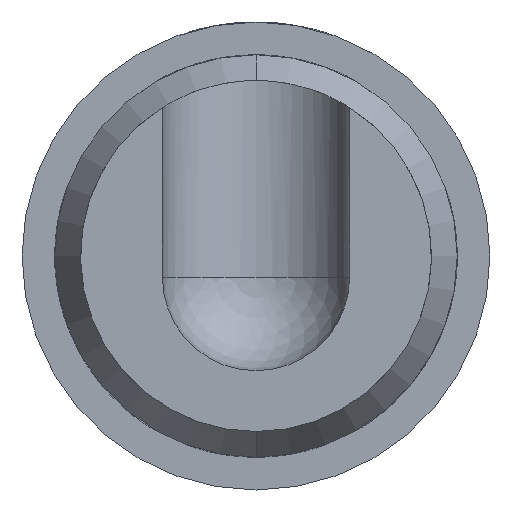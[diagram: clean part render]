
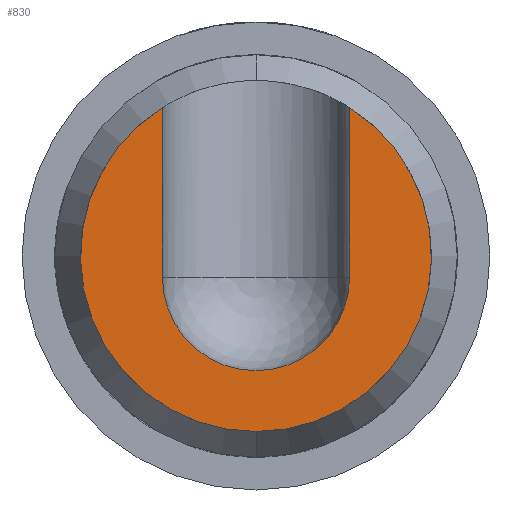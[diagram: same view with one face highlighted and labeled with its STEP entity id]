
A CAD part, front view. The second image highlights one B-rep face of the part: STEP entity #830.
In plain terms, the highlighted planar face has unit normal (0, -1, 0).
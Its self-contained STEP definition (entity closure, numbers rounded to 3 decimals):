
#129 = DIRECTION ( 'NONE',  ( 0., 1., 0. ) ) ;
#440 = DIRECTION ( 'NONE',  ( 0., 0., 1. ) ) ;
#585 = CIRCLE ( 'NONE', #814, 0.375 ) ;
#675 = VERTEX_POINT ( 'NONE', #1443 ) ;
#681 = AXIS2_PLACEMENT_3D ( 'NONE', #1215, #1165, #1594 ) ;
#689 = EDGE_CURVE ( 'Defeature ausgef�hrt3_0+Defeature ausgef�hrt3_6+Defeature ausgef�hrt3_8+Defeature ausgef�hrt3_9', #3993, #2651, #585, .T. ) ;
#814 = AXIS2_PLACEMENT_3D ( 'NONE', #1065, #4336, #2140 ) ;
#830 = ADVANCED_FACE ( 'Defeature ausgef�hrt3_6', ( #4007 ), #1824, .F. ) ;
#854 = CARTESIAN_POINT ( 'NONE',  ( 0., -16.3, -0.375 ) ) ;
#884 = DIRECTION ( 'NONE',  ( 0., -1., 0. ) ) ;
#909 = CARTESIAN_POINT ( 'NONE',  ( 0., -16.3, 0. ) ) ;
#1057 = CARTESIAN_POINT ( 'NONE',  ( 0.375, -16.3, 0. ) ) ;
#1065 = CARTESIAN_POINT ( 'NONE',  ( 0., -16.3, 0. ) ) ;
#1165 = DIRECTION ( 'NONE',  ( 0., -1., 0. ) ) ;
#1193 = VERTEX_POINT ( 'NONE', #3746 ) ;
#1205 = ORIENTED_EDGE ( 'NONE', *, *, #3091, .F. ) ;
#1215 = CARTESIAN_POINT ( 'NONE',  ( 0., -16.3, -0.045 ) ) ;
#1222 = ORIENTED_EDGE ( 'NONE', *, *, #689, .F. ) ;
#1332 = ORIENTED_EDGE ( 'NONE', *, *, #4361, .T. ) ;
#1411 = ORIENTED_EDGE ( 'NONE', *, *, #3421, .F. ) ;
#1431 = CIRCLE ( 'NONE', #681, 0.2 ) ;
#1443 = CARTESIAN_POINT ( 'NONE',  ( 0., -16.3, -0.245 ) ) ;
#1594 = DIRECTION ( 'NONE',  ( 0., 0., -1. ) ) ;
#1774 = CIRCLE ( 'NONE', #3618, 0.375 ) ;
#1793 = DIRECTION ( 'NONE',  ( 0., 1., 0. ) ) ;
#1824 = PLANE ( 'NONE',  #2775 ) ;
#1834 = EDGE_LOOP ( 'NONE', ( #3741, #1411, #3933, #1205, #1332, #1222 ) ) ;
#1899 = CARTESIAN_POINT ( 'NONE',  ( 0.2, -16.3, 0.468 ) ) ;
#1914 = EDGE_CURVE ( 'Defeature ausgef�hrt3_0+Defeature ausgef�hrt3_6+Defeature ausgef�hrt3_8+Defeature ausgef�hrt3_9', #1193, #3993, #1774, .T. ) ;
#1961 = DIRECTION ( 'NONE',  ( 0., 0., -1. ) ) ;
#2113 = CARTESIAN_POINT ( 'NONE',  ( -0.2, -16.3, -0.045 ) ) ;
#2139 = CARTESIAN_POINT ( 'NONE',  ( 0.2, -16.3, -0.045 ) ) ;
#2140 = DIRECTION ( 'NONE',  ( 0., 0., 1. ) ) ;
#2412 = EDGE_CURVE ( 'Defeature ausgef�hrt3_10+Defeature ausgef�hrt3_6+Defeature ausgef�hrt3_9+Defeature ausgef�hrt3_8', #675, #3647, #1431, .T. ) ;
#2580 = DIRECTION ( 'NONE',  ( 0., 0., 1. ) ) ;
#2651 = VERTEX_POINT ( 'NONE', #2779 ) ;
#2775 = AXIS2_PLACEMENT_3D ( 'NONE', #1057, #1793, #2580 ) ;
#2779 = CARTESIAN_POINT ( 'NONE',  ( -0.2, -16.3, 0.317 ) ) ;
#2854 = CARTESIAN_POINT ( 'NONE',  ( -0.2, -16.3, 0. ) ) ;
#3091 = EDGE_CURVE ( 'Defeature ausgef�hrt3_10+Defeature ausgef�hrt3_6+Defeature ausgef�hrt3_9+Defeature ausgef�hrt3_8', #4368, #675, #3106, .T. ) ;
#3102 = LINE ( 'NONE', #1899, #4055 ) ;
#3106 = CIRCLE ( 'NONE', #3708, 0.2 ) ;
#3421 = EDGE_CURVE ( 'Defeature ausgef�hrt3_8+Defeature ausgef�hrt3_6+Defeature ausgef�hrt3_10+Defeature ausgef�hrt3_0', #3647, #1193, #3102, .T. ) ;
#3438 = DIRECTION ( 'NONE',  ( 0., 0., 1. ) ) ;
#3576 = LINE ( 'NONE', #2854, #4378 ) ;
#3618 = AXIS2_PLACEMENT_3D ( 'NONE', #909, #129, #3438 ) ;
#3647 = VERTEX_POINT ( 'NONE', #2139 ) ;
#3708 = AXIS2_PLACEMENT_3D ( 'NONE', #4538, #884, #1961 ) ;
#3741 = ORIENTED_EDGE ( 'NONE', *, *, #1914, .F. ) ;
#3746 = CARTESIAN_POINT ( 'NONE',  ( 0.2, -16.3, 0.317 ) ) ;
#3933 = ORIENTED_EDGE ( 'NONE', *, *, #2412, .F. ) ;
#3993 = VERTEX_POINT ( 'NONE', #854 ) ;
#4007 = FACE_OUTER_BOUND ( 'NONE', #1834, .T. ) ;
#4055 = VECTOR ( 'NONE', #440, 1000. ) ;
#4336 = DIRECTION ( 'NONE',  ( 0., 1., 0. ) ) ;
#4361 = EDGE_CURVE ( 'Defeature ausgef�hrt3_6+Defeature ausgef�hrt3_9+Defeature ausgef�hrt3_10+Defeature ausgef�hrt3_0', #4368, #2651, #3576, .T. ) ;
#4368 = VERTEX_POINT ( 'NONE', #2113 ) ;
#4378 = VECTOR ( 'NONE', #4740, 1000. ) ;
#4538 = CARTESIAN_POINT ( 'NONE',  ( 0., -16.3, -0.045 ) ) ;
#4740 = DIRECTION ( 'NONE',  ( 0., 0., 1. ) ) ;
